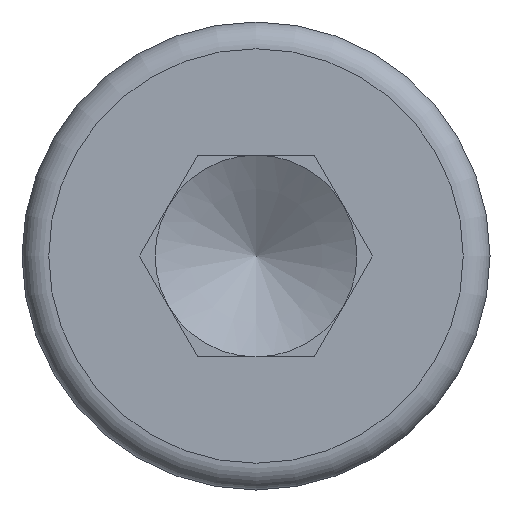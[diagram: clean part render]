
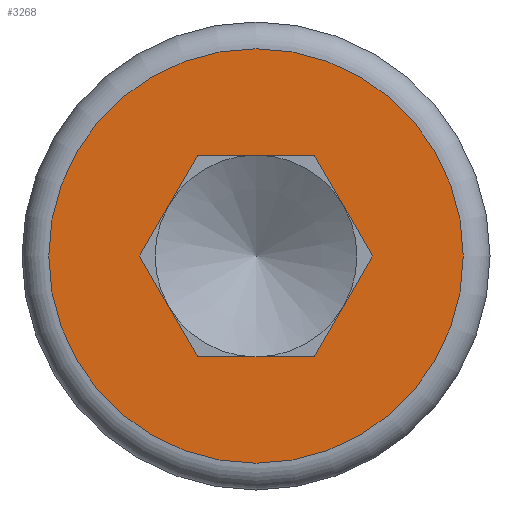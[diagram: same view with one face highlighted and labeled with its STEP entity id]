
A CAD part, left-side view. The second image highlights one B-rep face of the part: STEP entity #3268.
In plain terms, the highlighted planar face has unit normal (-1, 0, 0).
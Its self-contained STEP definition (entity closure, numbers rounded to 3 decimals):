
#192 = LINE ( 'NONE', #2921, #536 ) ;
#307 = VERTEX_POINT ( 'NONE', #2047 ) ;
#348 = ORIENTED_EDGE ( 'NONE', *, *, #3396, .F. ) ;
#432 = CARTESIAN_POINT ( 'NONE',  ( 0., -0.872, 1.51 ) ) ;
#444 = VERTEX_POINT ( 'NONE', #2397 ) ;
#536 = VECTOR ( 'NONE', #2886, 1000. ) ;
#666 = LINE ( 'NONE', #687, #2586 ) ;
#687 = CARTESIAN_POINT ( 'NONE',  ( 0., -1.744, 0. ) ) ;
#694 = DIRECTION ( 'NONE',  ( -1., 0., 0. ) ) ;
#753 = VERTEX_POINT ( 'NONE', #1107 ) ;
#771 = CARTESIAN_POINT ( 'NONE',  ( 0., 0., 0. ) ) ;
#784 = ORIENTED_EDGE ( 'NONE', *, *, #1026, .T. ) ;
#1023 = VERTEX_POINT ( 'NONE', #3124 ) ;
#1026 = EDGE_CURVE ( 'NONE', #1764, #307, #666, .T. ) ;
#1030 = DIRECTION ( 'NONE',  ( 0., 0., 1. ) ) ;
#1098 = DIRECTION ( 'NONE',  ( 0., -0.5, -0.866 ) ) ;
#1107 = CARTESIAN_POINT ( 'NONE',  ( 0., 0.872, 1.51 ) ) ;
#1137 = LINE ( 'NONE', #1390, #3294 ) ;
#1220 = DIRECTION ( 'NONE',  ( 0., 0., 1. ) ) ;
#1316 = ORIENTED_EDGE ( 'NONE', *, *, #2033, .F. ) ;
#1390 = CARTESIAN_POINT ( 'NONE',  ( 0., -0.872, 1.51 ) ) ;
#1434 = VECTOR ( 'NONE', #3196, 1000. ) ;
#1516 = EDGE_CURVE ( 'NONE', #1023, #1764, #1137, .T. ) ;
#1588 = DIRECTION ( 'NONE',  ( 0., 0.5, -0.866 ) ) ;
#1643 = DIRECTION ( 'NONE',  ( 0., 1., 0. ) ) ;
#1665 = AXIS2_PLACEMENT_3D ( 'NONE', #3009, #2745, #1220 ) ;
#1685 = LINE ( 'NONE', #2896, #1434 ) ;
#1764 = VERTEX_POINT ( 'NONE', #2837 ) ;
#1974 = PLANE ( 'NONE',  #3744 ) ;
#1992 = LINE ( 'NONE', #3858, #2553 ) ;
#2015 = VERTEX_POINT ( 'NONE', #3785 ) ;
#2033 = EDGE_CURVE ( 'NONE', #3465, #444, #1685, .T. ) ;
#2047 = CARTESIAN_POINT ( 'NONE',  ( 0., -0.872, -1.51 ) ) ;
#2266 = ORIENTED_EDGE ( 'NONE', *, *, #2923, .F. ) ;
#2397 = CARTESIAN_POINT ( 'NONE',  ( 0., 0.872, -1.51 ) ) ;
#2490 = ORIENTED_EDGE ( 'NONE', *, *, #3453, .T. ) ;
#2553 = VECTOR ( 'NONE', #2612, 1000. ) ;
#2586 = VECTOR ( 'NONE', #1588, 1000. ) ;
#2612 = DIRECTION ( 'NONE',  ( 0., -0.5, 0.866 ) ) ;
#2745 = DIRECTION ( 'NONE',  ( -1., 0., 0. ) ) ;
#2801 = CIRCLE ( 'NONE', #1665, 3.1 ) ;
#2837 = CARTESIAN_POINT ( 'NONE',  ( 0., -1.744, 0. ) ) ;
#2886 = DIRECTION ( 'NONE',  ( 0., -1., 0. ) ) ;
#2896 = CARTESIAN_POINT ( 'NONE',  ( 0., 1.744, 0. ) ) ;
#2921 = CARTESIAN_POINT ( 'NONE',  ( 0., 0.872, -1.51 ) ) ;
#2923 = EDGE_CURVE ( 'NONE', #1023, #753, #3116, .T. ) ;
#2933 = EDGE_LOOP ( 'NONE', ( #3538 ) ) ;
#3009 = CARTESIAN_POINT ( 'NONE',  ( 0., 0., 0. ) ) ;
#3111 = FACE_OUTER_BOUND ( 'NONE', #2933, .T. ) ;
#3116 = LINE ( 'NONE', #432, #3509 ) ;
#3124 = CARTESIAN_POINT ( 'NONE',  ( 0., -0.872, 1.51 ) ) ;
#3196 = DIRECTION ( 'NONE',  ( 0., -0.5, -0.866 ) ) ;
#3268 = ADVANCED_FACE ( 'NONE', ( #3388, #3111 ), #1974, .T. ) ;
#3294 = VECTOR ( 'NONE', #1098, 1000. ) ;
#3388 = FACE_BOUND ( 'NONE', #3849, .T. ) ;
#3396 = EDGE_CURVE ( 'NONE', #444, #307, #192, .T. ) ;
#3453 = EDGE_CURVE ( 'NONE', #3465, #753, #1992, .T. ) ;
#3465 = VERTEX_POINT ( 'NONE', #3510 ) ;
#3509 = VECTOR ( 'NONE', #1643, 1000. ) ;
#3510 = CARTESIAN_POINT ( 'NONE',  ( 0., 1.744, 0. ) ) ;
#3538 = ORIENTED_EDGE ( 'NONE', *, *, #3614, .T. ) ;
#3614 = EDGE_CURVE ( 'NONE', #2015, #2015, #2801, .T. ) ;
#3617 = ORIENTED_EDGE ( 'NONE', *, *, #1516, .T. ) ;
#3744 = AXIS2_PLACEMENT_3D ( 'NONE', #771, #694, #1030 ) ;
#3785 = CARTESIAN_POINT ( 'NONE',  ( 0., 0., 3.1 ) ) ;
#3849 = EDGE_LOOP ( 'NONE', ( #2490, #2266, #3617, #784, #348, #1316 ) ) ;
#3858 = CARTESIAN_POINT ( 'NONE',  ( 0., 1.744, 0. ) ) ;
